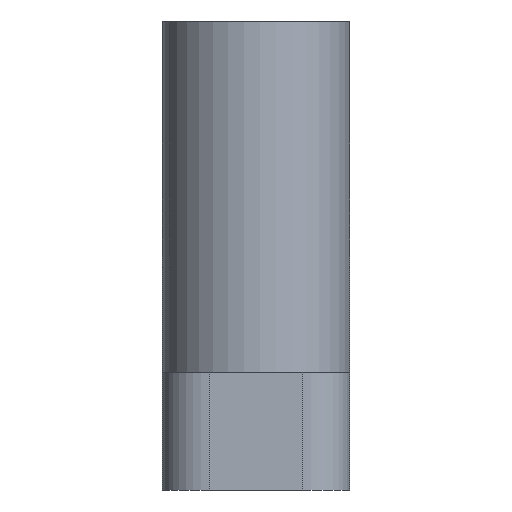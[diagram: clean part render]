
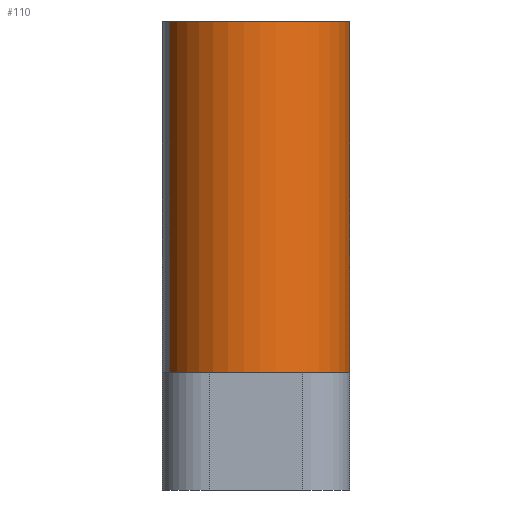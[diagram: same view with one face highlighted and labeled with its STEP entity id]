
A CAD part, front view. The second image highlights one B-rep face of the part: STEP entity #110.
In plain terms, the highlighted cylindrical face has radius 4 mm (diameter 8 mm), a partial arc.
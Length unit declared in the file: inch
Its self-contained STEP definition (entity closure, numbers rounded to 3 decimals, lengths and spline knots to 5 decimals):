
#1 = DIRECTION ( 'NONE',  ( 1., 0., 0. ) ) ;
#2 = CARTESIAN_POINT ( 'NONE',  ( -0.15748, 0., 0.59055 ) ) ;
#16 = EDGE_CURVE ( 'NONE', #339, #262, #769, .T. ) ;
#88 = DIRECTION ( 'NONE',  ( -1., 0., 0. ) ) ;
#103 = VECTOR ( 'NONE', #291, 39.37008 ) ;
#110 = ADVANCED_FACE ( 'NONE', ( #779 ), #228, .T. ) ;
#140 = DIRECTION ( 'NONE',  ( 0., 0., 1. ) ) ;
#157 = CARTESIAN_POINT ( 'NONE',  ( 0., 0., 0.59055 ) ) ;
#186 = CARTESIAN_POINT ( 'NONE',  ( -0.15748, 0., 0.59055 ) ) ;
#212 = VECTOR ( 'NONE', #640, 39.37008 ) ;
#223 = DIRECTION ( 'NONE',  ( 1., 0., 0. ) ) ;
#228 = CYLINDRICAL_SURFACE ( 'NONE', #803, 0.15748 ) ;
#249 = CARTESIAN_POINT ( 'NONE',  ( -0.15748, 0., 0. ) ) ;
#262 = VERTEX_POINT ( 'NONE', #249 ) ;
#289 = AXIS2_PLACEMENT_3D ( 'NONE', #683, #832, #223 ) ;
#291 = DIRECTION ( 'NONE',  ( 0., 0., -1. ) ) ;
#302 = LINE ( 'NONE', #865, #212 ) ;
#339 = VERTEX_POINT ( 'NONE', #186 ) ;
#397 = VERTEX_POINT ( 'NONE', #813 ) ;
#481 = EDGE_CURVE ( 'NONE', #339, #397, #697, .T. ) ;
#501 = DIRECTION ( 'NONE',  ( 0., 0., -1. ) ) ;
#550 = CARTESIAN_POINT ( 'NONE',  ( 0., 0., 0.59055 ) ) ;
#567 = EDGE_CURVE ( 'NONE', #397, #807, #302, .T. ) ;
#585 = ORIENTED_EDGE ( 'NONE', *, *, #891, .T. ) ;
#596 = ORIENTED_EDGE ( 'NONE', *, *, #481, .F. ) ;
#640 = DIRECTION ( 'NONE',  ( 0., 0., -1. ) ) ;
#655 = EDGE_LOOP ( 'NONE', ( #857, #596, #849, #585 ) ) ;
#665 = CIRCLE ( 'NONE', #289, 0.15748 ) ;
#683 = CARTESIAN_POINT ( 'NONE',  ( 0., 0., 0. ) ) ;
#697 = CIRCLE ( 'NONE', #758, 0.15748 ) ;
#758 = AXIS2_PLACEMENT_3D ( 'NONE', #550, #140, #1 ) ;
#769 = LINE ( 'NONE', #2, #103 ) ;
#779 = FACE_OUTER_BOUND ( 'NONE', #655, .T. ) ;
#803 = AXIS2_PLACEMENT_3D ( 'NONE', #157, #501, #88 ) ;
#807 = VERTEX_POINT ( 'NONE', #829 ) ;
#813 = CARTESIAN_POINT ( 'NONE',  ( 0.15748, 0., 0.59055 ) ) ;
#829 = CARTESIAN_POINT ( 'NONE',  ( 0.15748, 0., 0. ) ) ;
#832 = DIRECTION ( 'NONE',  ( 0., 0., 1. ) ) ;
#849 = ORIENTED_EDGE ( 'NONE', *, *, #16, .T. ) ;
#857 = ORIENTED_EDGE ( 'NONE', *, *, #567, .F. ) ;
#865 = CARTESIAN_POINT ( 'NONE',  ( 0.15748, 0., 0.59055 ) ) ;
#891 = EDGE_CURVE ( 'NONE', #262, #807, #665, .T. ) ;
